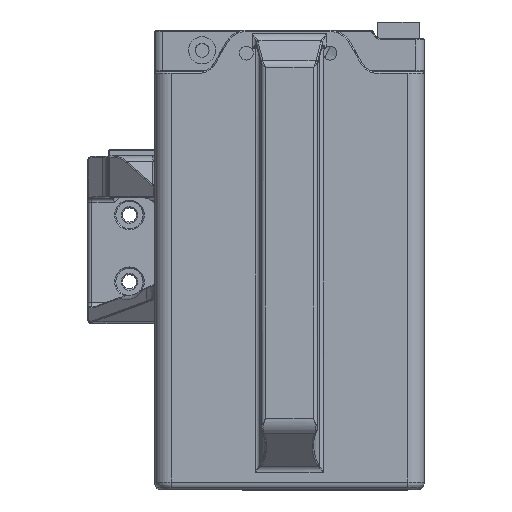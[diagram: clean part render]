
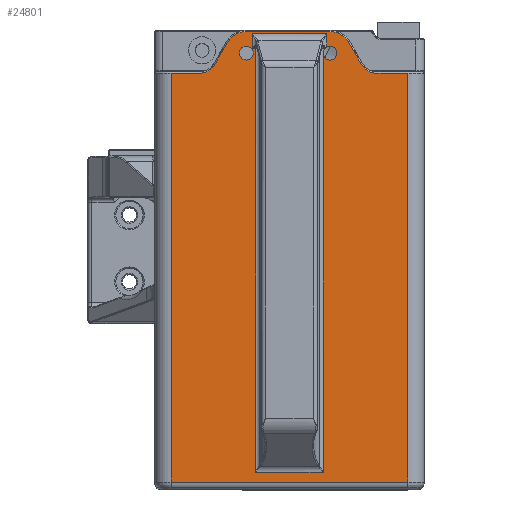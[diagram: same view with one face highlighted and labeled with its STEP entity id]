
A CAD part, top view. The second image highlights one B-rep face of the part: STEP entity #24801.
In plain terms, the highlighted planar face has unit normal (0, 0, 1).
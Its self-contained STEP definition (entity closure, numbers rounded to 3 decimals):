
#455=FACE_BOUND('',#4832,.T.);
#456=FACE_BOUND('',#4833,.T.);
#1822=PLANE('',#27297);
#3215=FACE_OUTER_BOUND('',#4831,.T.);
#4831=EDGE_LOOP('',(#21646,#21647,#21648,#21649,#21650,#21651,#21652,#21653,
#21654,#21655,#21656,#21657));
#4832=EDGE_LOOP('',(#21658,#21659,#21660,#21661,#21662,#21663,#21664,#21665));
#4833=EDGE_LOOP('',(#21666));
#6358=LINE('',#48973,#8239);
#6390=LINE('',#49574,#8271);
#6483=LINE('',#53131,#8364);
#6490=LINE('',#53154,#8371);
#6502=LINE('',#53190,#8383);
#6506=LINE('',#53202,#8387);
#6511=LINE('',#53215,#8392);
#6591=LINE('',#55086,#8472);
#6594=LINE('',#55262,#8475);
#6595=LINE('',#55428,#8476);
#6598=LINE('',#55438,#8479);
#6621=LINE('',#55495,#8502);
#6645=LINE('',#55539,#8526);
#6646=LINE('',#55542,#8527);
#6647=LINE('',#55543,#8528);
#8239=VECTOR('',#32365,1000.);
#8271=VECTOR('',#32499,1000.);
#8364=VECTOR('',#33068,1000.);
#8371=VECTOR('',#33091,10.);
#8383=VECTOR('',#33127,1000.);
#8387=VECTOR('',#33139,1000.);
#8392=VECTOR('',#33152,1000.);
#8472=VECTOR('',#33372,1000.);
#8475=VECTOR('',#33391,1000.);
#8476=VECTOR('',#33404,1000.);
#8479=VECTOR('',#33409,1000.);
#8502=VECTOR('',#33480,1000.);
#8526=VECTOR('',#33544,1000.);
#8527=VECTOR('',#33547,1000.);
#8528=VECTOR('',#33548,1000.);
#9775=CIRCLE('',#27146,4.3);
#9782=CIRCLE('',#27162,4.3);
#9784=CIRCLE('',#27166,5.2);
#9829=CIRCLE('',#27298,5.2);
#9830=CIRCLE('',#27299,1.65);
#9831=CIRCLE('',#27300,1.65);
#11362=VERTEX_POINT('',#48925);
#11363=VERTEX_POINT('',#48972);
#11403=VERTEX_POINT('',#49565);
#11405=VERTEX_POINT('',#49573);
#11532=VERTEX_POINT('',#52001);
#11570=VERTEX_POINT('',#52703);
#11573=VERTEX_POINT('',#52841);
#11611=VERTEX_POINT('',#53115);
#11615=VERTEX_POINT('',#53127);
#11619=VERTEX_POINT('',#53139);
#11624=VERTEX_POINT('',#53153);
#11634=VERTEX_POINT('',#53182);
#11636=VERTEX_POINT('',#53188);
#11638=VERTEX_POINT('',#53194);
#11640=VERTEX_POINT('',#53200);
#11642=VERTEX_POINT('',#53206);
#11644=VERTEX_POINT('',#53213);
#11733=VERTEX_POINT('',#55260);
#11737=VERTEX_POINT('',#55427);
#11748=VERTEX_POINT('',#55541);
#11749=VERTEX_POINT('',#55545);
#14481=EDGE_CURVE('',#11363,#11362,#6358,.T.);
#14552=EDGE_CURVE('',#11405,#11403,#6390,.T.);
#14894=EDGE_CURVE('',#11615,#11611,#6483,.T.);
#14900=EDGE_CURVE('',#11619,#11615,#9775,.T.);
#14905=EDGE_CURVE('',#11619,#11624,#6490,.T.);
#14923=EDGE_CURVE('',#11634,#11636,#6502,.T.);
#14926=EDGE_CURVE('',#11636,#11638,#9782,.T.);
#14929=EDGE_CURVE('',#11638,#11640,#6506,.T.);
#14932=EDGE_CURVE('',#11640,#11642,#9784,.T.);
#14936=EDGE_CURVE('',#11642,#11644,#6511,.T.);
#15069=EDGE_CURVE('',#11573,#11570,#6591,.T.);
#15082=EDGE_CURVE('',#11733,#11532,#6594,.T.);
#15090=EDGE_CURVE('',#11570,#11737,#6595,.T.);
#15094=EDGE_CURVE('',#11532,#11573,#6598,.T.);
#15121=EDGE_CURVE('',#11611,#11405,#6621,.T.);
#15145=EDGE_CURVE('',#11403,#11634,#6645,.T.);
#15146=EDGE_CURVE('',#11624,#11644,#9829,.T.);
#15147=EDGE_CURVE('',#11748,#11363,#6646,.T.);
#15148=EDGE_CURVE('',#11362,#11733,#6647,.T.);
#15149=EDGE_CURVE('',#11748,#11737,#9830,.T.);
#15150=EDGE_CURVE('',#11749,#11749,#9831,.T.);
#21646=ORIENTED_EDGE('',*,*,#15145,.T.);
#21647=ORIENTED_EDGE('',*,*,#14923,.T.);
#21648=ORIENTED_EDGE('',*,*,#14926,.T.);
#21649=ORIENTED_EDGE('',*,*,#14929,.T.);
#21650=ORIENTED_EDGE('',*,*,#14932,.T.);
#21651=ORIENTED_EDGE('',*,*,#14936,.T.);
#21652=ORIENTED_EDGE('',*,*,#15146,.F.);
#21653=ORIENTED_EDGE('',*,*,#14905,.F.);
#21654=ORIENTED_EDGE('',*,*,#14900,.T.);
#21655=ORIENTED_EDGE('',*,*,#14894,.T.);
#21656=ORIENTED_EDGE('',*,*,#15121,.T.);
#21657=ORIENTED_EDGE('',*,*,#14552,.T.);
#21658=ORIENTED_EDGE('',*,*,#15147,.T.);
#21659=ORIENTED_EDGE('',*,*,#14481,.T.);
#21660=ORIENTED_EDGE('',*,*,#15148,.T.);
#21661=ORIENTED_EDGE('',*,*,#15082,.T.);
#21662=ORIENTED_EDGE('',*,*,#15094,.T.);
#21663=ORIENTED_EDGE('',*,*,#15069,.T.);
#21664=ORIENTED_EDGE('',*,*,#15090,.T.);
#21665=ORIENTED_EDGE('',*,*,#15149,.F.);
#21666=ORIENTED_EDGE('',*,*,#15150,.F.);
#24801=ADVANCED_FACE('',(#3215,#455,#456),#1822,.F.);
#27146=AXIS2_PLACEMENT_3D('',#53143,#33081,#33082);
#27162=AXIS2_PLACEMENT_3D('',#53196,#33132,#33133);
#27166=AXIS2_PLACEMENT_3D('',#53208,#33144,#33145);
#27297=AXIS2_PLACEMENT_3D('',#55538,#33542,#33543);
#27298=AXIS2_PLACEMENT_3D('',#55540,#33545,#33546);
#27299=AXIS2_PLACEMENT_3D('',#55544,#33549,#33550);
#27300=AXIS2_PLACEMENT_3D('',#55546,#33551,#33552);
#32365=DIRECTION('',(-1.,0.,0.));
#32499=DIRECTION('',(1.,0.,0.));
#33068=DIRECTION('',(-1.,0.,0.));
#33081=DIRECTION('center_axis',(0.,0.,-1.));
#33082=DIRECTION('ref_axis',(-1.,0.,0.));
#33091=DIRECTION('',(0.5,0.866,0.));
#33127=DIRECTION('',(-1.,0.,0.));
#33132=DIRECTION('center_axis',(0.,0.,-1.));
#33133=DIRECTION('ref_axis',(-1.,0.,0.));
#33139=DIRECTION('',(-0.5,0.866,0.));
#33144=DIRECTION('center_axis',(0.,0.,1.));
#33145=DIRECTION('ref_axis',(-1.,0.,0.));
#33152=DIRECTION('',(-1.,0.,0.));
#33372=DIRECTION('',(1.,0.,0.));
#33391=DIRECTION('',(-1.,0.,0.));
#33404=DIRECTION('',(0.,-1.,0.));
#33409=DIRECTION('',(0.,1.,0.));
#33480=DIRECTION('',(0.,-1.,0.));
#33542=DIRECTION('center_axis',(0.,0.,-1.));
#33543=DIRECTION('ref_axis',(-1.,0.,0.));
#33544=DIRECTION('',(0.,1.,0.));
#33545=DIRECTION('center_axis',(0.,0.,-1.));
#33546=DIRECTION('ref_axis',(0.,1.,0.));
#33547=DIRECTION('',(0.,-1.,0.));
#33548=DIRECTION('',(0.,1.,0.));
#33549=DIRECTION('center_axis',(0.,0.,1.));
#33550=DIRECTION('ref_axis',(1.,0.,0.));
#33551=DIRECTION('center_axis',(0.,0.,1.));
#33552=DIRECTION('ref_axis',(1.,0.,0.));
#48925=CARTESIAN_POINT('',(-35.755,-105.828,21.5));
#48972=CARTESIAN_POINT('',(-19.645,-105.828,21.5));
#48973=CARTESIAN_POINT('',(-60.,-105.828,21.5));
#49565=CARTESIAN_POINT('',(0.6,-108.172,21.5));
#49573=CARTESIAN_POINT('',(-56.,-108.172,21.5));
#49574=CARTESIAN_POINT('',(0.6,-108.172,21.5));
#52001=CARTESIAN_POINT('',(-36.621,-4.439,21.5));
#52703=CARTESIAN_POINT('',(-18.779,-0.845,21.5));
#52841=CARTESIAN_POINT('',(-36.621,-0.845,21.5));
#53115=CARTESIAN_POINT('',(-56.,-10.3,21.5));
#53127=CARTESIAN_POINT('',(-49.258,-10.3,21.5));
#53131=CARTESIAN_POINT('',(-60.,-10.3,21.5));
#53139=CARTESIAN_POINT('',(-45.534,-8.15,21.5));
#53143=CARTESIAN_POINT('Origin',(-49.258,-6.,21.5));
#53153=CARTESIAN_POINT('',(-42.503,-2.9,21.5));
#53154=CARTESIAN_POINT('',(-57.421,-28.739,21.5));
#53182=CARTESIAN_POINT('',(0.6,-10.3,21.5));
#53188=CARTESIAN_POINT('',(-6.742,-10.3,21.5));
#53190=CARTESIAN_POINT('',(-60.,-10.3,21.5));
#53194=CARTESIAN_POINT('',(-10.466,-8.15,21.5));
#53196=CARTESIAN_POINT('Origin',(-6.742,-6.,21.5));
#53200=CARTESIAN_POINT('',(-13.497,-2.9,21.5));
#53202=CARTESIAN_POINT('',(-0.397,-25.588,21.5));
#53206=CARTESIAN_POINT('',(-18.,-0.3,21.5));
#53208=CARTESIAN_POINT('Origin',(-18.,-5.5,21.5));
#53213=CARTESIAN_POINT('',(-38.,-0.3,21.5));
#53215=CARTESIAN_POINT('',(-60.,-0.3,21.5));
#55086=CARTESIAN_POINT('',(-18.779,-0.845,21.5));
#55260=CARTESIAN_POINT('',(-35.755,-4.439,21.5));
#55262=CARTESIAN_POINT('',(-60.,-4.439,21.5));
#55427=CARTESIAN_POINT('',(-18.779,-4.046,21.5));
#55428=CARTESIAN_POINT('',(-18.779,-60.,21.5));
#55438=CARTESIAN_POINT('',(-36.621,-60.,21.5));
#55495=CARTESIAN_POINT('',(-56.,-60.,21.5));
#55538=CARTESIAN_POINT('Origin',(-60.,-60.,21.5));
#55539=CARTESIAN_POINT('',(0.6,-60.,21.5));
#55540=CARTESIAN_POINT('Origin',(-38.,-5.5,21.5));
#55541=CARTESIAN_POINT('',(-19.645,-5.634,21.5));
#55542=CARTESIAN_POINT('',(-19.645,-110.,21.5));
#55543=CARTESIAN_POINT('',(-35.755,-60.,21.5));
#55544=CARTESIAN_POINT('Origin',(-18.,-5.5,21.5));
#55545=CARTESIAN_POINT('',(-39.65,-5.5,21.5));
#55546=CARTESIAN_POINT('Origin',(-38.,-5.5,21.5));
